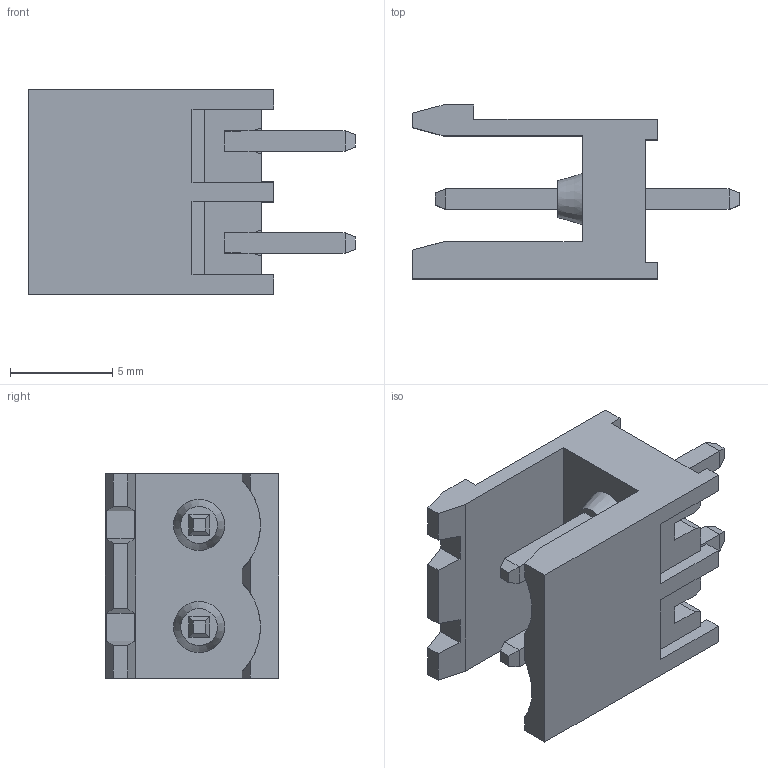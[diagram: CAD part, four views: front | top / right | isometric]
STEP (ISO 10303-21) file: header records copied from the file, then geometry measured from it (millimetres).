
FILE_DESCRIPTION(('STEP AP214'),'1');
FILE_NAME('PV02-5-V.stp','2021-04-01T07:41:55',(' '),(' '),'Spatial InterOp 3D',' ',' ');
FILE_SCHEMA(('automotive_design'));
Length unit declared in the file: metre
Products named in the file (1): 1
Bounding box: 16 x 8.5 x 10 mm (x, y, z)
Volume: 430.1 mm3; surface area: 813.2 mm2
Topology: 1 solids, 1 shells, 157 faces, 420 edges, 274 vertices
Faces by surface type: plane 148, cylinder 6, cone 2, extrusion 1
Entity records: 6038 total; most frequent: CARTESIAN_POINT 872, ORIENTED_EDGE 832, DIRECTION 741, EDGE_CURVE 416, VECTOR 387, LINE 386, VERTEX_POINT 272, AXIS2_PLACEMENT_3D 177
